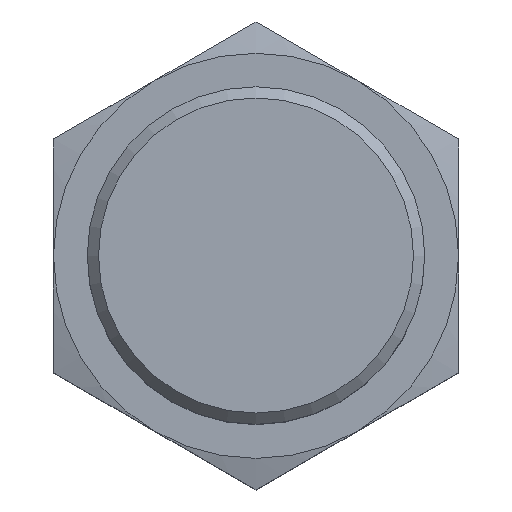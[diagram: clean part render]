
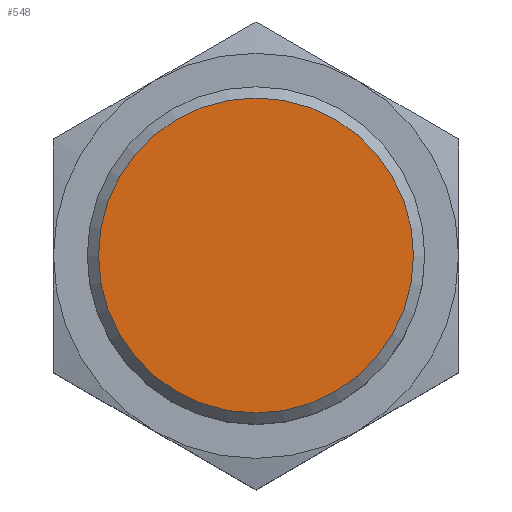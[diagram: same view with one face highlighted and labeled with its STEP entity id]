
A CAD part, top view. The second image highlights one B-rep face of the part: STEP entity #548.
In plain terms, the highlighted face is planar.
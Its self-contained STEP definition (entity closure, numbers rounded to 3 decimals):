
#65=PLANE('',#623);
#81=CIRCLE('',#624,14.);
#122=ORIENTED_EDGE('',*,*,#252,.F.);
#252=EDGE_CURVE('',#319,#319,#81,.T.);
#319=VERTEX_POINT('',#965);
#404=EDGE_LOOP('',(#122));
#474=FACE_BOUND('',#404,.T.);
#548=ADVANCED_FACE('',(#474),#65,.F.);
#623=AXIS2_PLACEMENT_3D('',#963,#712,#713);
#624=AXIS2_PLACEMENT_3D('',#964,#714,#715);
#712=DIRECTION('',(1.,0.,0.));
#713=DIRECTION('',(0.,0.,-1.));
#714=DIRECTION('',(1.,0.,0.));
#715=DIRECTION('',(0.,0.,-1.));
#963=CARTESIAN_POINT('',(0.,0.,0.));
#964=CARTESIAN_POINT('',(0.,0.,0.));
#965=CARTESIAN_POINT('',(0.,0.,-14.));
